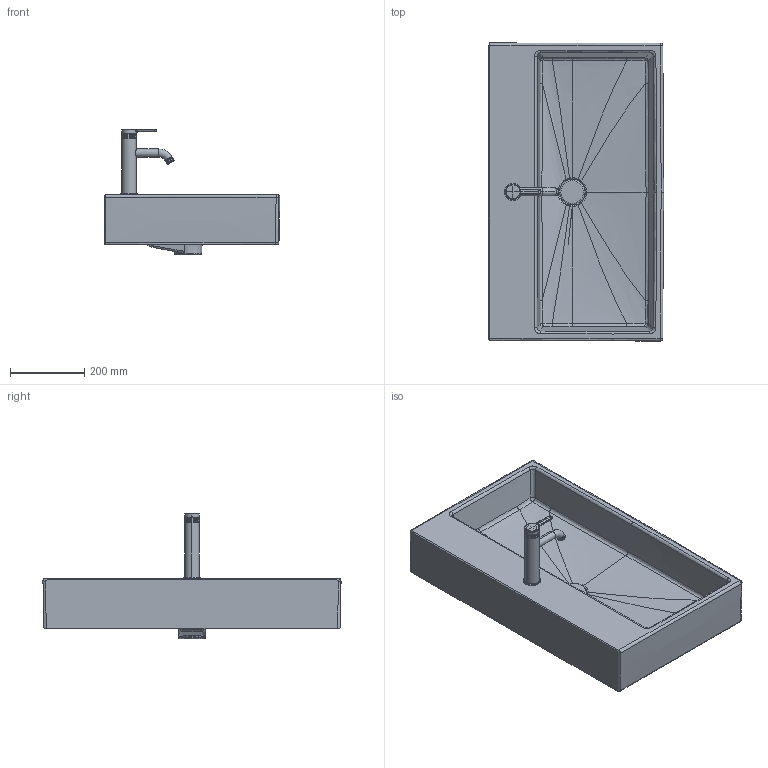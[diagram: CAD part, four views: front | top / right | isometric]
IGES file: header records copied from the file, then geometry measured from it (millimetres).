
Global section: file name: No Iges File Name specified; native system: Autodesk Inventor 2011; preprocessor: AutoDesk Inventor Iges Exporter R2011; author: Administrator; date: 20170704.213255; units: millimetre
Bounding box: 470.67 x 800.19 x 337.45 mm (x, y, z)
Volume: 17316037.5 mm3; surface area: 1478485 mm2
Topology: 8 solids, 11 shells, 559 faces, 1314 edges, 780 vertices
Faces by surface type: bspline 269, revolution 95, plane 91, cylinder 58, torus 27, cone 14, sphere 5
